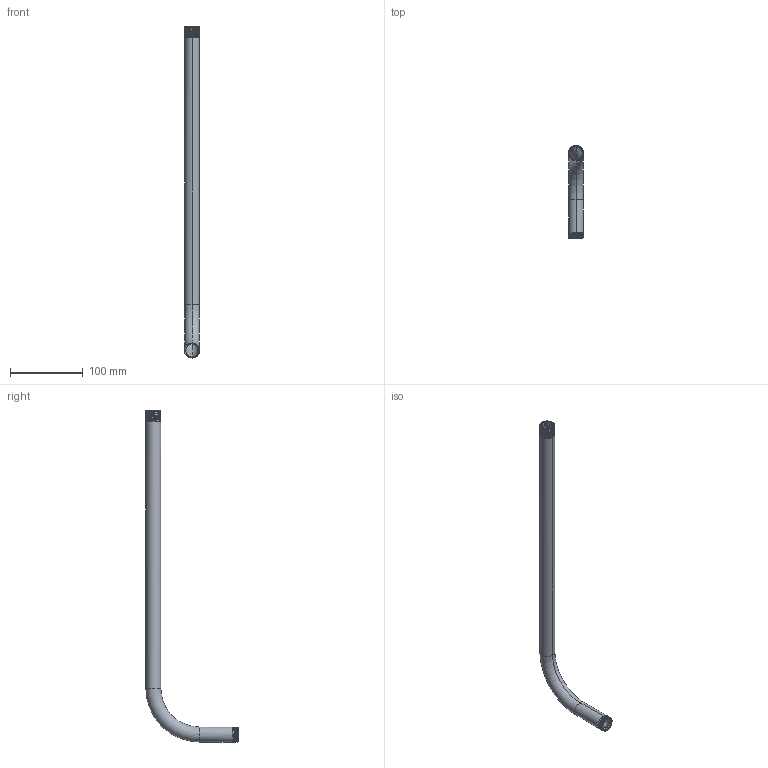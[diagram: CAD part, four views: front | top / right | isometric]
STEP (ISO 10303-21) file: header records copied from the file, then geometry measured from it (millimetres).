
FILE_DESCRIPTION((''),'2;1');
FILE_NAME('2021_SW0001','2010-11-16T',('project'),(''),'PRO/ENGINEER BY PARAMETRIC TECHNOLOGY CORPORATION, 2009300','PRO/ENGINEER BY PARAMETRIC TECHNOLOGY CORPORATION, 2009300','');
FILE_SCHEMA(('CONFIG_CONTROL_DESIGN'));
Length unit declared in the file: inch
Products named in the file (1): 2021_SW0001
Bounding box: 20.64 x 127.01 x 457.21 mm (x, y, z)
Surface area: 65122.8 mm2 (no closed solid volume)
Topology: 0 solids, 1 shells, 57 faces, 147 edges, 92 vertices
Faces by surface type: cylinder 30, bspline 19, torus 4, plane 2, cone 2
Entity records: 4534 total; most frequent: CARTESIAN_POINT 3303, ORIENTED_EDGE 294, DIRECTION 165, EDGE_CURVE 147, VERTEX_POINT 92, B_SPLINE_CURVE_WITH_KNOTS 79, AXIS2_PLACEMENT_3D 59, EDGE_LOOP 59
